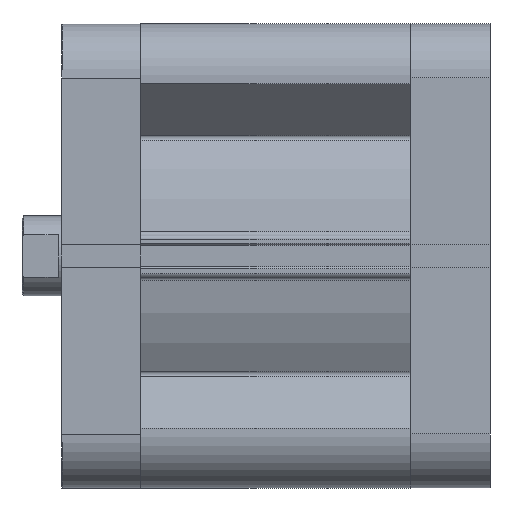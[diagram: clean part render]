
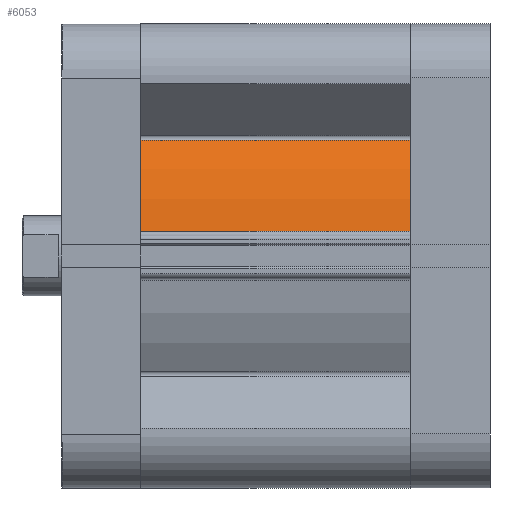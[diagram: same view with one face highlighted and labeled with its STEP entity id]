
A CAD part, front view. The second image highlights one B-rep face of the part: STEP entity #6053.
In plain terms, the highlighted cylindrical face has radius 53.5 mm (diameter 107 mm), a partial arc.
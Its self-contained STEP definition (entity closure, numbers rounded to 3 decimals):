
#863 = EDGE_CURVE ( 'NONE', #1468, #1465, #7818, .T. ) ;
#864 = EDGE_CURVE ( 'NONE', #1465, #1466, #7826, .T. ) ;
#865 = EDGE_CURVE ( 'NONE', #1466, #1467, #7821, .T. ) ;
#874 = EDGE_CURVE ( 'NONE', #1468, #1467, #7841, .T. ) ;
#1465 = VERTEX_POINT ( 'NONE', #9409 ) ;
#1466 = VERTEX_POINT ( 'NONE', #9410 ) ;
#1467 = VERTEX_POINT ( 'NONE', #9411 ) ;
#1468 = VERTEX_POINT ( 'NONE', #9412 ) ;
#3284 = ORIENTED_EDGE ( 'NONE', *, *, #864, .T. ) ;
#3285 = ORIENTED_EDGE ( 'NONE', *, *, #865, .T. ) ;
#3286 = ORIENTED_EDGE ( 'NONE', *, *, #874, .F. ) ;
#3287 = ORIENTED_EDGE ( 'NONE', *, *, #863, .T. ) ;
#4063 = EDGE_LOOP ( 'NONE', ( #3284, #3285, #3286, #3287 ) ) ;
#5466 = AXIS2_PLACEMENT_3D ( 'NONE', #7638, #7639, #7640 ) ;
#5473 = AXIS2_PLACEMENT_3D ( 'NONE', #7655, #7664, #7665 ) ;
#5643 = AXIS2_PLACEMENT_3D ( 'NONE', #9988, #9987, #9986 ) ;
#6053 = ADVANCED_FACE ( 'NONE', ( #8218 ), #8221, .T. ) ;
#7636 = CARTESIAN_POINT ( 'NONE',  ( 6.135, -53.147, 67.5 ) ) ;
#7637 = DIRECTION ( 'NONE',  ( 0., 0., -1. ) ) ;
#7638 = CARTESIAN_POINT ( 'NONE',  ( 0., 0., 0. ) ) ;
#7639 = DIRECTION ( 'NONE',  ( 0., 0., 1. ) ) ;
#7640 = DIRECTION ( 'NONE',  ( 1., 0., 0. ) ) ;
#7641 = CARTESIAN_POINT ( 'NONE',  ( 28.996, -44.961, 67.5 ) ) ;
#7642 = DIRECTION ( 'NONE',  ( 0., 0., 1. ) ) ;
#7655 = CARTESIAN_POINT ( 'NONE',  ( 0., 0., 67.5 ) ) ;
#7664 = DIRECTION ( 'NONE',  ( 0., 0., 1. ) ) ;
#7665 = DIRECTION ( 'NONE',  ( 1., 0., 0. ) ) ;
#7817 = VECTOR ( 'NONE', #7642, 1000. ) ;
#7818 = LINE ( 'NONE', #7636, #7819 ) ;
#7819 = VECTOR ( 'NONE', #7637, 1000. ) ;
#7821 = LINE ( 'NONE', #7641, #7817 ) ;
#7826 = CIRCLE ( 'NONE', #5466, 53.5 ) ;
#7841 = CIRCLE ( 'NONE', #5473, 53.5 ) ;
#8218 = FACE_OUTER_BOUND ( 'NONE', #4063, .T. ) ;
#8221 = CYLINDRICAL_SURFACE ( 'NONE', #5643, 53.5 ) ;
#9409 = CARTESIAN_POINT ( 'NONE',  ( 6.135, -53.147, 0. ) ) ;
#9410 = CARTESIAN_POINT ( 'NONE',  ( 28.996, -44.961, 0. ) ) ;
#9411 = CARTESIAN_POINT ( 'NONE',  ( 28.996, -44.961, 67.5 ) ) ;
#9412 = CARTESIAN_POINT ( 'NONE',  ( 6.135, -53.147, 67.5 ) ) ;
#9986 = DIRECTION ( 'NONE',  ( -1., 0., 0. ) ) ;
#9987 = DIRECTION ( 'NONE',  ( 0., 0., -1. ) ) ;
#9988 = CARTESIAN_POINT ( 'NONE',  ( 0., 0., 67.5 ) ) ;
